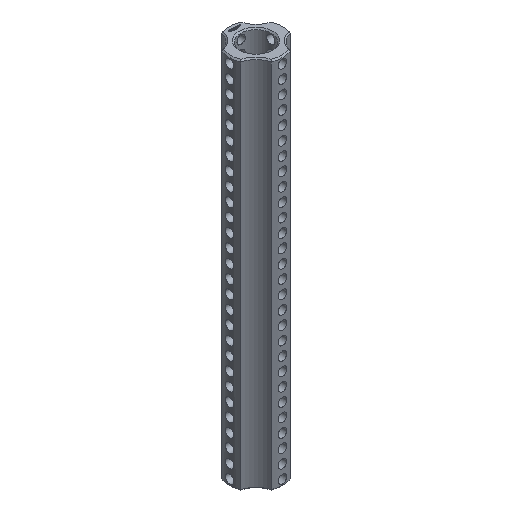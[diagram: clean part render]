
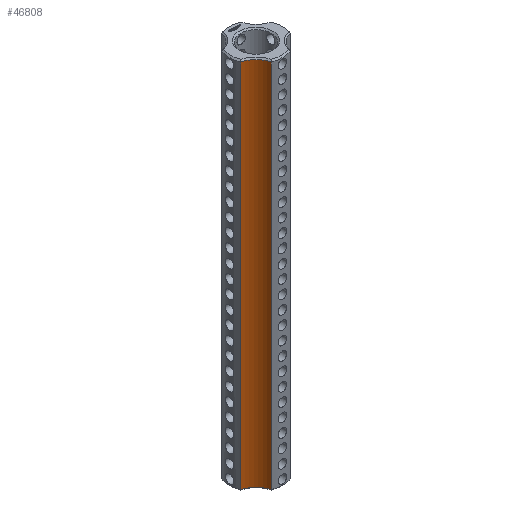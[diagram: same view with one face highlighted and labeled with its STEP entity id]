
A CAD part, isometric view. The second image highlights one B-rep face of the part: STEP entity #46808.
In plain terms, the highlighted cylindrical face has radius 5 mm (diameter 10 mm), a partial arc.
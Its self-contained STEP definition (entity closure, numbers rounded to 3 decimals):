
#6097 = CYLINDRICAL_SURFACE('',#6098,6.25);
#6098 = AXIS2_PLACEMENT_3D('',#6099,#6100,#6101);
#6099 = CARTESIAN_POINT('',(0.,0.,0.));
#6100 = DIRECTION('',(-0.,-0.,-1.));
#6101 = DIRECTION('',(1.,0.,0.));
#13034 = EDGE_CURVE('',#13035,#13037,#13039,.T.);
#13035 = VERTEX_POINT('',#13036);
#13036 = CARTESIAN_POINT('',(-2.225,-5.841,0.3));
#13037 = VERTEX_POINT('',#13038);
#13038 = CARTESIAN_POINT('',(-2.225,-5.841,87.2));
#13039 = SURFACE_CURVE('',#13040,(#13044,#13051),.PCURVE_S1.);
#13040 = LINE('',#13041,#13042);
#13041 = CARTESIAN_POINT('',(-2.225,-5.841,0.));
#13042 = VECTOR('',#13043,1.);
#13043 = DIRECTION('',(0.,0.,1.));
#13044 = PCURVE('',#6097,#13045);
#13045 = DEFINITIONAL_REPRESENTATION('',(#13046),#13050);
#13046 = LINE('',#13047,#13048);
#13047 = CARTESIAN_POINT('',(-4.348,0.));
#13048 = VECTOR('',#13049,1.);
#13049 = DIRECTION('',(-0.,-1.));
#13050 = ( GEOMETRIC_REPRESENTATION_CONTEXT(2) 
PARAMETRIC_REPRESENTATION_CONTEXT() REPRESENTATION_CONTEXT('2D SPACE',''
  ) );
#13051 = PCURVE('',#13052,#13057);
#13052 = CYLINDRICAL_SURFACE('',#13053,5.);
#13053 = AXIS2_PLACEMENT_3D('',#13054,#13055,#13056);
#13054 = CARTESIAN_POINT('',(-7.071,-7.071,0.));
#13055 = DIRECTION('',(-0.,-0.,-1.));
#13056 = DIRECTION('',(1.,0.,0.));
#13057 = DEFINITIONAL_REPRESENTATION('',(#13058),#13062);
#13058 = LINE('',#13059,#13060);
#13059 = CARTESIAN_POINT('',(-0.249,0.));
#13060 = VECTOR('',#13061,1.);
#13061 = DIRECTION('',(-0.,-1.));
#13062 = ( GEOMETRIC_REPRESENTATION_CONTEXT(2) 
PARAMETRIC_REPRESENTATION_CONTEXT() REPRESENTATION_CONTEXT('2D SPACE',''
  ) );
#17819 = CONICAL_SURFACE('',#17820,5.,0.785);
#17820 = AXIS2_PLACEMENT_3D('',#17821,#17822,#17823);
#17821 = CARTESIAN_POINT('',(-7.071,-7.071,0.3));
#17822 = DIRECTION('',(-0.,-0.,-1.));
#17823 = DIRECTION('',(0.969,0.246,0.));
#18051 = CONICAL_SURFACE('',#18052,5.,0.785);
#18052 = AXIS2_PLACEMENT_3D('',#18053,#18054,#18055);
#18053 = CARTESIAN_POINT('',(-7.071,-7.071,87.2));
#18054 = DIRECTION('',(0.,0.,1.));
#18055 = DIRECTION('',(0.969,0.246,0.));
#46808 = ADVANCED_FACE('',(#46809),#13052,.F.);
#46809 = FACE_BOUND('',#46810,.T.);
#46810 = EDGE_LOOP('',(#46811,#46812,#46836,#46864));
#46811 = ORIENTED_EDGE('',*,*,#13034,.T.);
#46812 = ORIENTED_EDGE('',*,*,#46813,.T.);
#46813 = EDGE_CURVE('',#13037,#46814,#46816,.T.);
#46814 = VERTEX_POINT('',#46815);
#46815 = CARTESIAN_POINT('',(-5.841,-2.225,87.2));
#46816 = SURFACE_CURVE('',#46817,(#46822,#46829),.PCURVE_S1.);
#46817 = CIRCLE('',#46818,5.);
#46818 = AXIS2_PLACEMENT_3D('',#46819,#46820,#46821);
#46819 = CARTESIAN_POINT('',(-7.071,-7.071,87.2));
#46820 = DIRECTION('',(0.,-0.,1.));
#46821 = DIRECTION('',(0.969,0.246,0.));
#46822 = PCURVE('',#13052,#46823);
#46823 = DEFINITIONAL_REPRESENTATION('',(#46824),#46828);
#46824 = LINE('',#46825,#46826);
#46825 = CARTESIAN_POINT('',(-0.249,-87.2));
#46826 = VECTOR('',#46827,1.);
#46827 = DIRECTION('',(-1.,0.));
#46828 = ( GEOMETRIC_REPRESENTATION_CONTEXT(2) 
PARAMETRIC_REPRESENTATION_CONTEXT() REPRESENTATION_CONTEXT('2D SPACE',''
  ) );
#46829 = PCURVE('',#18051,#46830);
#46830 = DEFINITIONAL_REPRESENTATION('',(#46831),#46835);
#46831 = LINE('',#46832,#46833);
#46832 = CARTESIAN_POINT('',(0.,0.));
#46833 = VECTOR('',#46834,1.);
#46834 = DIRECTION('',(1.,0.));
#46835 = ( GEOMETRIC_REPRESENTATION_CONTEXT(2) 
PARAMETRIC_REPRESENTATION_CONTEXT() REPRESENTATION_CONTEXT('2D SPACE',''
  ) );
#46836 = ORIENTED_EDGE('',*,*,#46837,.F.);
#46837 = EDGE_CURVE('',#46838,#46814,#46840,.T.);
#46838 = VERTEX_POINT('',#46839);
#46839 = CARTESIAN_POINT('',(-5.841,-2.225,0.3));
#46840 = SURFACE_CURVE('',#46841,(#46845,#46852),.PCURVE_S1.);
#46841 = LINE('',#46842,#46843);
#46842 = CARTESIAN_POINT('',(-5.841,-2.225,0.));
#46843 = VECTOR('',#46844,1.);
#46844 = DIRECTION('',(0.,0.,1.));
#46845 = PCURVE('',#13052,#46846);
#46846 = DEFINITIONAL_REPRESENTATION('',(#46847),#46851);
#46847 = LINE('',#46848,#46849);
#46848 = CARTESIAN_POINT('',(-1.322,0.));
#46849 = VECTOR('',#46850,1.);
#46850 = DIRECTION('',(-0.,-1.));
#46851 = ( GEOMETRIC_REPRESENTATION_CONTEXT(2) 
PARAMETRIC_REPRESENTATION_CONTEXT() REPRESENTATION_CONTEXT('2D SPACE',''
  ) );
#46852 = PCURVE('',#46853,#46858);
#46853 = CYLINDRICAL_SURFACE('',#46854,6.25);
#46854 = AXIS2_PLACEMENT_3D('',#46855,#46856,#46857);
#46855 = CARTESIAN_POINT('',(0.,0.,0.));
#46856 = DIRECTION('',(-0.,-0.,-1.));
#46857 = DIRECTION('',(1.,0.,0.));
#46858 = DEFINITIONAL_REPRESENTATION('',(#46859),#46863);
#46859 = LINE('',#46860,#46861);
#46860 = CARTESIAN_POINT('',(-3.506,0.));
#46861 = VECTOR('',#46862,1.);
#46862 = DIRECTION('',(-0.,-1.));
#46863 = ( GEOMETRIC_REPRESENTATION_CONTEXT(2) 
PARAMETRIC_REPRESENTATION_CONTEXT() REPRESENTATION_CONTEXT('2D SPACE',''
  ) );
#46864 = ORIENTED_EDGE('',*,*,#46865,.F.);
#46865 = EDGE_CURVE('',#13035,#46838,#46866,.T.);
#46866 = SURFACE_CURVE('',#46867,(#46872,#46879),.PCURVE_S1.);
#46867 = CIRCLE('',#46868,5.);
#46868 = AXIS2_PLACEMENT_3D('',#46869,#46870,#46871);
#46869 = CARTESIAN_POINT('',(-7.071,-7.071,0.3));
#46870 = DIRECTION('',(0.,-0.,1.));
#46871 = DIRECTION('',(0.969,0.246,0.));
#46872 = PCURVE('',#13052,#46873);
#46873 = DEFINITIONAL_REPRESENTATION('',(#46874),#46878);
#46874 = LINE('',#46875,#46876);
#46875 = CARTESIAN_POINT('',(-0.249,-0.3));
#46876 = VECTOR('',#46877,1.);
#46877 = DIRECTION('',(-1.,0.));
#46878 = ( GEOMETRIC_REPRESENTATION_CONTEXT(2) 
PARAMETRIC_REPRESENTATION_CONTEXT() REPRESENTATION_CONTEXT('2D SPACE',''
  ) );
#46879 = PCURVE('',#17819,#46880);
#46880 = DEFINITIONAL_REPRESENTATION('',(#46881),#46885);
#46881 = LINE('',#46882,#46883);
#46882 = CARTESIAN_POINT('',(-0.,0.));
#46883 = VECTOR('',#46884,1.);
#46884 = DIRECTION('',(-1.,0.));
#46885 = ( GEOMETRIC_REPRESENTATION_CONTEXT(2) 
PARAMETRIC_REPRESENTATION_CONTEXT() REPRESENTATION_CONTEXT('2D SPACE',''
  ) );
